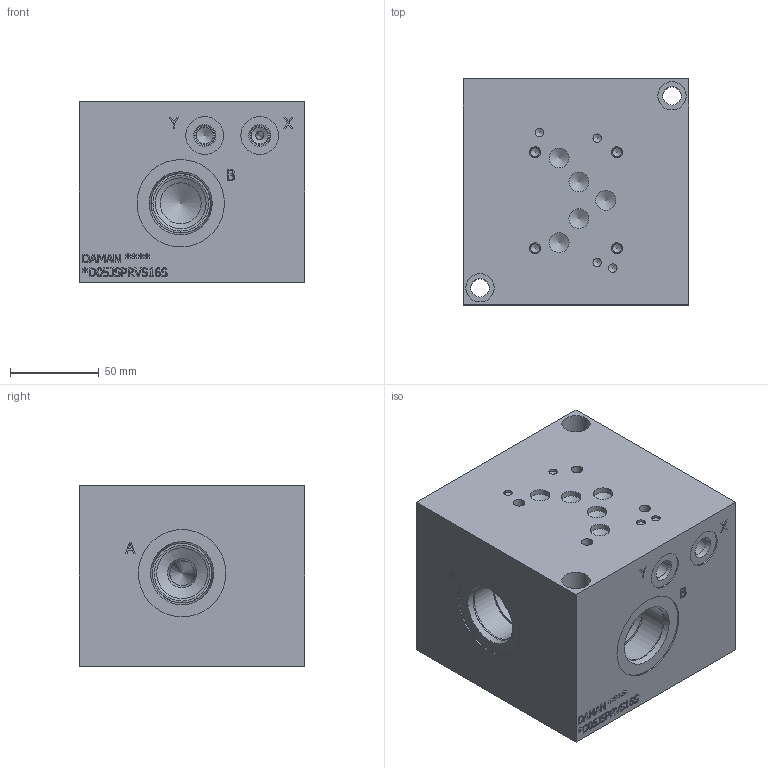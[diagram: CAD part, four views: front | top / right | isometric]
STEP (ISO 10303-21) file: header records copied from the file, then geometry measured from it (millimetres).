
FILE_DESCRIPTION(/* description */ (''),/* implementation_level */ '2;1');
FILE_NAME(/* name */ '_D05JSPRVS16S.stp',/* time_stamp */ '2021-12-15T13:25:25-05:00',/* author */ ('bobbyh'),/* organization */ (''),/* preprocessor_version */ 'ST-DEVELOPER v18',/* originating_system */ 'Autodesk Inventor 2020',/* authorisation */ '');
FILE_SCHEMA (('AUTOMOTIVE_DESIGN { 1 0 10303 214 3 1 1 }'));
Length unit declared in the file: millimetre
Products named in the file (1): Part__D05JSPRVS16S_3D
Bounding box: 127 x 127 x 101.6 mm (x, y, z)
Volume: 1336736.9 mm3; surface area: 127142.1 mm2
Topology: 1 solids, 1 shells, 703 faces, 1907 edges, 1278 vertices
Faces by surface type: plane 386, bspline 159, cylinder 86, cone 72
Full cylindrical faces by diameter (mm): 4.775 x4, 5.105 x4, 6.35 x4, 9.525 x4, 9.881 x4, 10.312 x2, 11.125 x9, 12.395 x3, 14.275 x1, 15.875 x2, 21.285 x4, 23.012 x3, 25.4 x1, 28.575 x5, 31.267 x6, 31.75 x1, 33.34 x1, 33.35 x5, 33.757 x6, 34.112 x1, 35.509 x5, 35.992 x1, 36.525 x1, 39.675 x1, 49.124 x6
Entity records: 23517 total; most frequent: CARTESIAN_POINT 6091, ORIENTED_EDGE 3772, DIRECTION 2947, EDGE_CURVE 1886, VERTEX_POINT 1278, LINE 1241, VECTOR 1241, AXIS2_PLACEMENT_3D 853
